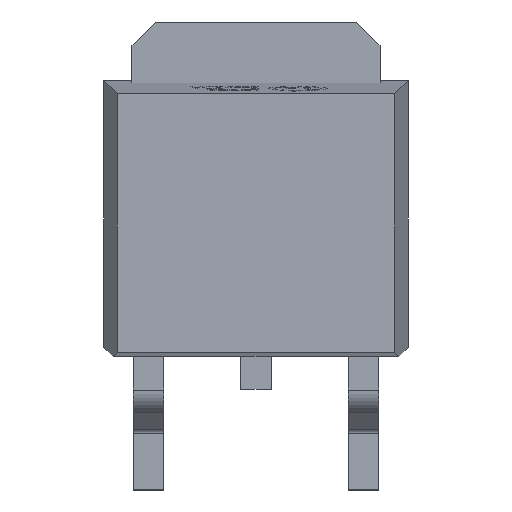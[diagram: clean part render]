
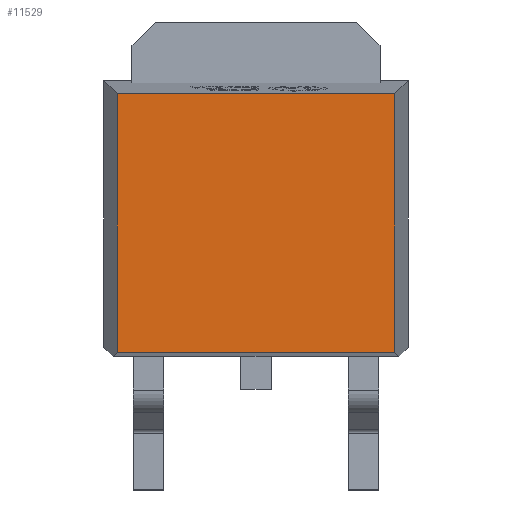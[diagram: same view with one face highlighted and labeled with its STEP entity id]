
A CAD part, top view. The second image highlights one B-rep face of the part: STEP entity #11529.
In plain terms, the highlighted planar face has unit normal (0, 0, 1).
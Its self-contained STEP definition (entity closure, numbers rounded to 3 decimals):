
#62 = CARTESIAN_POINT ( 'NONE',  ( -2.968, 2.668, 2.3 ) ) ;
#1349 = AXIS2_PLACEMENT_3D ( 'NONE', #3685, #5669, #9958 ) ;
#2362 = DIRECTION ( 'NONE',  ( -1., 0., 0. ) ) ;
#2683 = VECTOR ( 'NONE', #8015, 1000. ) ;
#2687 = CARTESIAN_POINT ( 'NONE',  ( -2.968, -2.864, 2.3 ) ) ;
#2798 = DIRECTION ( 'NONE',  ( 1., 0., 0. ) ) ;
#2838 = EDGE_CURVE ( 'NONE', #13764, #6375, #9970, .T. ) ;
#2865 = ORIENTED_EDGE ( 'NONE', *, *, #2838, .T. ) ;
#3685 = CARTESIAN_POINT ( 'NONE',  ( 0., 0., 2.3 ) ) ;
#4230 = LINE ( 'NONE', #12019, #8988 ) ;
#4898 = ORIENTED_EDGE ( 'NONE', *, *, #9608, .T. ) ;
#5261 = EDGE_LOOP ( 'NONE', ( #11120, #2865, #6133, #4898 ) ) ;
#5669 = DIRECTION ( 'NONE',  ( 0., 0., -1. ) ) ;
#5758 = VECTOR ( 'NONE', #2798, 1000. ) ;
#6133 = ORIENTED_EDGE ( 'NONE', *, *, #8020, .T. ) ;
#6375 = VERTEX_POINT ( 'NONE', #9291 ) ;
#6926 = VERTEX_POINT ( 'NONE', #62 ) ;
#7355 = EDGE_CURVE ( 'NONE', #6926, #13764, #9008, .T. ) ;
#7441 = DIRECTION ( 'NONE',  ( 0., 1., 0. ) ) ;
#8015 = DIRECTION ( 'NONE',  ( 0., -1., 0. ) ) ;
#8020 = EDGE_CURVE ( 'NONE', #6375, #11411, #4230, .T. ) ;
#8988 = VECTOR ( 'NONE', #7441, 1000. ) ;
#9008 = LINE ( 'NONE', #10982, #2683 ) ;
#9291 = CARTESIAN_POINT ( 'NONE',  ( 2.968, -2.864, 2.3 ) ) ;
#9608 = EDGE_CURVE ( 'NONE', #11411, #6926, #11971, .T. ) ;
#9874 = VECTOR ( 'NONE', #2362, 1000. ) ;
#9958 = DIRECTION ( 'NONE',  ( -1., 0., 0. ) ) ;
#9970 = LINE ( 'NONE', #12411, #5758 ) ;
#10095 = PLANE ( 'NONE',  #1349 ) ;
#10478 = CARTESIAN_POINT ( 'NONE',  ( 2.968, 2.668, 2.3 ) ) ;
#10982 = CARTESIAN_POINT ( 'NONE',  ( -2.968, 0., 2.3 ) ) ;
#11120 = ORIENTED_EDGE ( 'NONE', *, *, #7355, .T. ) ;
#11411 = VERTEX_POINT ( 'NONE', #10478 ) ;
#11529 = ADVANCED_FACE ( 'NONE', ( #13402 ), #10095, .F. ) ;
#11971 = LINE ( 'NONE', #12043, #9874 ) ;
#12019 = CARTESIAN_POINT ( 'NONE',  ( 2.968, 0., 2.3 ) ) ;
#12043 = CARTESIAN_POINT ( 'NONE',  ( 0., 2.668, 2.3 ) ) ;
#12411 = CARTESIAN_POINT ( 'NONE',  ( 0., -2.864, 2.3 ) ) ;
#13402 = FACE_OUTER_BOUND ( 'NONE', #5261, .T. ) ;
#13764 = VERTEX_POINT ( 'NONE', #2687 ) ;
